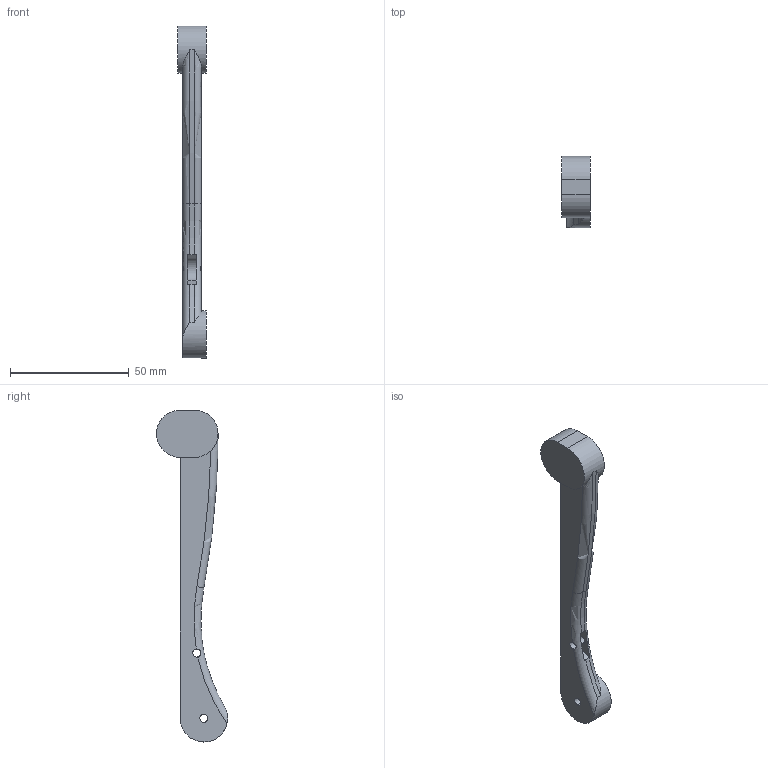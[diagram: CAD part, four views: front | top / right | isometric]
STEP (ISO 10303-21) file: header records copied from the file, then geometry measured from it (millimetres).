
FILE_DESCRIPTION (( 'STEP AP214' ), '1' );
FILE_NAME ('Hammer.STEP', '2020-12-03T14:55:44', ( '' ), ( '' ), 'SwSTEP 2.0', 'SolidWorks 2020', '' );
FILE_SCHEMA (( 'AUTOMOTIVE_DESIGN' ));
Length unit declared in the file: millimetre
Products named in the file (1): Hammer
Bounding box: 12 x 30 x 140 mm (x, y, z)
Volume: 17708.9 mm3; surface area: 7000.5 mm2
Topology: 1 solids, 1 shells, 31 faces, 89 edges, 58 vertices
Faces by surface type: cylinder 14, plane 13, torus 4
Entity records: 1185 total; most frequent: CARTESIAN_POINT 309, DIRECTION 183, ORIENTED_EDGE 178, EDGE_CURVE 89, AXIS2_PLACEMENT_3D 74, VERTEX_POINT 58, CIRCLE 42, EDGE_LOOP 35
